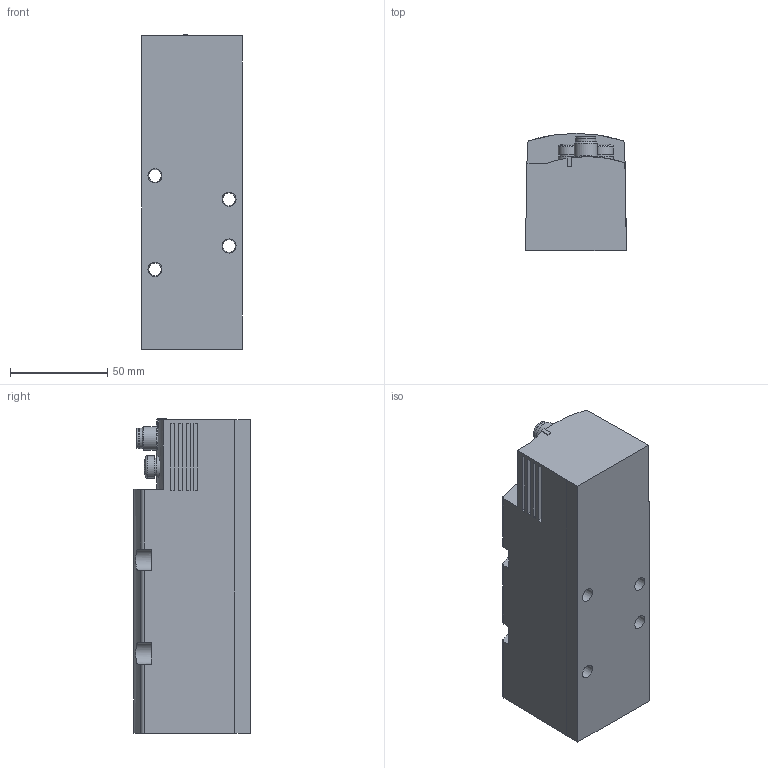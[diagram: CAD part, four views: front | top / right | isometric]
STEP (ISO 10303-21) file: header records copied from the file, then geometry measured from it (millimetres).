
FILE_DESCRIPTION(/* description */ ('STEP AP214'),/* implementation_level */ '2;1');
FILE_NAME(/* name */ '567003_VSVA-B-M52-AZD-D2-1R5L',/* time_stamp */ '2024-09-17T07:14:54+02:00',/* author */ ('License CC BY-ND 4.0'),/* organization */ ('CADENAS'),/* preprocessor_version */ 'ST-DEVELOPER v19.3',/* originating_system */ 'PARTsolutions',/* authorisation */ ' ');
FILE_SCHEMA (('AUTOMOTIVE_DESIGN {1 0 10303 214 3 1 1}'));
Length unit declared in the file: millimetre
Products named in the file (1): 567003 VSVA-B-M52-AZD-D2-1R5L
Bounding box: 51.6 x 60 x 161.2 mm (x, y, z)
Volume: 448099.5 mm3; surface area: 46105 mm2
Topology: 1 solids, 1 shells, 106 faces, 249 edges, 165 vertices
Faces by surface type: plane 67, cylinder 29, cone 6, torus 4
Full cylindrical faces by diameter (mm): 1 x3, 4.2 x1, 9.28 x2, 9.4 x1, 10.5 x1, 11.4 x4, 12 x1, 16 x1
Entity records: 3021 total; most frequent: CARTESIAN_POINT 579, DIRECTION 503, ORIENTED_EDGE 446, EDGE_CURVE 223, AXIS2_PLACEMENT_3D 181, VERTEX_POINT 163, EDGE_LOOP 158, FACE_BOUND 158
